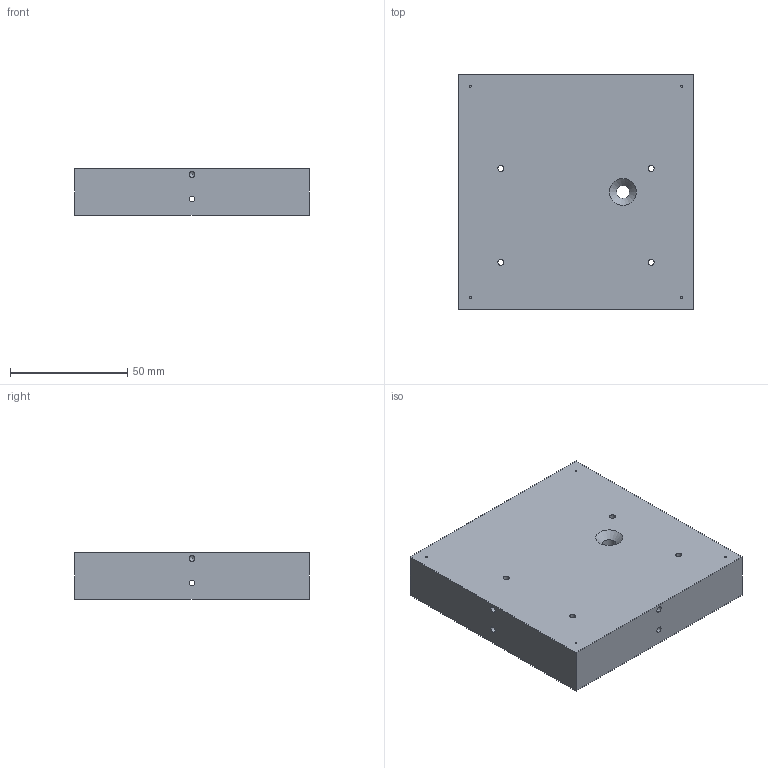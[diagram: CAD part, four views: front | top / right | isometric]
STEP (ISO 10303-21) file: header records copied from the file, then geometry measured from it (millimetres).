
FILE_DESCRIPTION( ( '' ), ' ' );
FILE_NAME( '5dbab7583226ed15c462b9b3.step', '2019-10-31T10:28:42', ( '' ), ( '' ), ' ', ' ', ' ' );
FILE_SCHEMA( ( 'AUTOMOTIVE_DESIGN { 1 0 10303 214 1 1 1 1 }' ) );
Length unit declared in the file: metre
Products named in the file (1): PressureBase
Bounding box: 100 x 100 x 20 mm (x, y, z)
Volume: 106574.9 mm3; surface area: 34017.6 mm2
Topology: 1 solids, 1 shells, 62 faces, 153 edges, 99 vertices
Faces by surface type: cylinder 29, plane 24, cone 5, torus 4
Full cylindrical faces by diameter (mm): 0.8 x4, 2.5 x12, 5.496 x1
Entity records: 2190 total; most frequent: DIRECTION 304, CARTESIAN_POINT 273, ORIENTED_EDGE 238, AXIS2_PLACEMENT_3D 122, EDGE_CURVE 119, EDGE_LOOP 108, VERTEX_POINT 91, FACE_OUTER_BOUND 79
